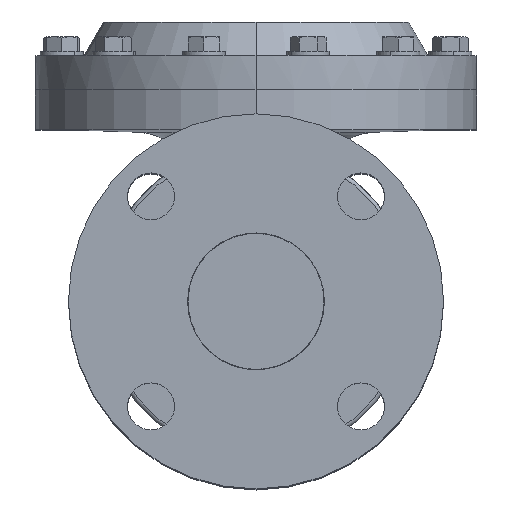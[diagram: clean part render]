
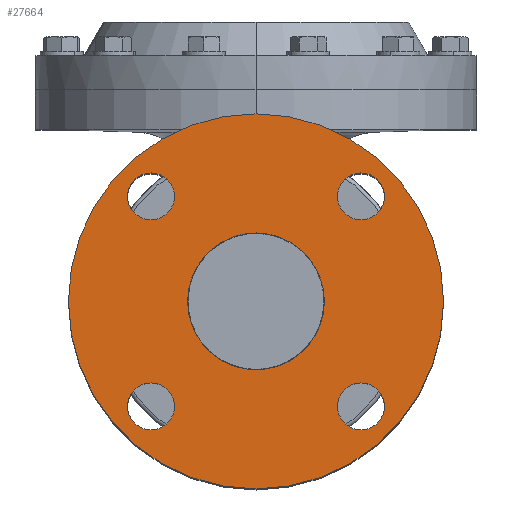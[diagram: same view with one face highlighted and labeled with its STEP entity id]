
A CAD part, top view. The second image highlights one B-rep face of the part: STEP entity #27664.
In plain terms, the highlighted planar face has unit normal (0, 0, 1).
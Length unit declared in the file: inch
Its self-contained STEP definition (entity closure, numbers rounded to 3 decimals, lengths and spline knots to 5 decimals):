
#60 = VERTEX_POINT ( 'NONE', #30124 ) ;
#236 = DIRECTION ( 'NONE',  ( 0., 0., -1. ) ) ;
#353 = DIRECTION ( 'NONE',  ( 0., 0., -1. ) ) ;
#732 = CARTESIAN_POINT ( 'NONE',  ( 1.67938, 1.67938, 5. ) ) ;
#1086 = DIRECTION ( 'NONE',  ( 0., 0., -1. ) ) ;
#1573 = ORIENTED_EDGE ( 'NONE', *, *, #25103, .F. ) ;
#1802 = DIRECTION ( 'NONE',  ( 1., 0., 0. ) ) ;
#1970 = ORIENTED_EDGE ( 'NONE', *, *, #6682, .T. ) ;
#2574 = VERTEX_POINT ( 'NONE', #13455 ) ;
#3123 = DIRECTION ( 'NONE',  ( 0., 1., 0. ) ) ;
#3138 = CARTESIAN_POINT ( 'NONE',  ( 2.05438, -1.67938, 5. ) ) ;
#3897 = DIRECTION ( 'NONE',  ( 0., 0., -1. ) ) ;
#4756 = VERTEX_POINT ( 'NONE', #19427 ) ;
#5112 = FACE_OUTER_BOUND ( 'NONE', #28542, .T. ) ;
#5407 = ORIENTED_EDGE ( 'NONE', *, *, #18470, .T. ) ;
#5468 = CARTESIAN_POINT ( 'NONE',  ( 0., 0., 5. ) ) ;
#5689 = ORIENTED_EDGE ( 'NONE', *, *, #9416, .T. ) ;
#6682 = EDGE_CURVE ( 'NONE', #10289, #2574, #13317, .T. ) ;
#6750 = AXIS2_PLACEMENT_3D ( 'NONE', #14530, #353, #16874 ) ;
#6844 = EDGE_LOOP ( 'NONE', ( #5407, #10216 ) ) ;
#7221 = AXIS2_PLACEMENT_3D ( 'NONE', #24834, #10595, #27218 ) ;
#7699 = CARTESIAN_POINT ( 'NONE',  ( 3., 0., 5. ) ) ;
#7843 = DIRECTION ( 'NONE',  ( 1., 0., 0. ) ) ;
#7937 = CARTESIAN_POINT ( 'NONE',  ( -1.67938, -1.67938, 5. ) ) ;
#8018 = DIRECTION ( 'NONE',  ( 0., 0., -1. ) ) ;
#8350 = AXIS2_PLACEMENT_3D ( 'NONE', #5468, #22057, #7843 ) ;
#9011 = CIRCLE ( 'NONE', #26554, 0.375 ) ;
#9416 = EDGE_CURVE ( 'NONE', #10965, #60, #9011, .T. ) ;
#9451 = DIRECTION ( 'NONE',  ( 0., 0., 1. ) ) ;
#9656 = CIRCLE ( 'NONE', #26852, 0.375 ) ;
#10216 = ORIENTED_EDGE ( 'NONE', *, *, #28692, .T. ) ;
#10289 = VERTEX_POINT ( 'NONE', #7699 ) ;
#10312 = DIRECTION ( 'NONE',  ( 0., -1., 0. ) ) ;
#10595 = DIRECTION ( 'NONE',  ( 0., 0., 1. ) ) ;
#10965 = VERTEX_POINT ( 'NONE', #24384 ) ;
#11329 = CARTESIAN_POINT ( 'NONE',  ( -1.094, 0., 5. ) ) ;
#11389 = CIRCLE ( 'NONE', #28860, 0.375 ) ;
#11427 = FACE_BOUND ( 'NONE', #19222, .T. ) ;
#11616 = CARTESIAN_POINT ( 'NONE',  ( 1.30438, -1.67938, 5. ) ) ;
#11628 = VERTEX_POINT ( 'NONE', #12469 ) ;
#12152 = FACE_BOUND ( 'NONE', #19840, .T. ) ;
#12469 = CARTESIAN_POINT ( 'NONE',  ( -1.30438, -1.67938, 5. ) ) ;
#12880 = DIRECTION ( 'NONE',  ( 0., 0., 1. ) ) ;
#13101 = ORIENTED_EDGE ( 'NONE', *, *, #25851, .T. ) ;
#13317 = CIRCLE ( 'NONE', #17336, 3. ) ;
#13332 = DIRECTION ( 'NONE',  ( 0., 0., -1. ) ) ;
#13455 = CARTESIAN_POINT ( 'NONE',  ( -3., 0., 5. ) ) ;
#13460 = CIRCLE ( 'NONE', #17038, 0.375 ) ;
#14090 = CIRCLE ( 'NONE', #6750, 0.375 ) ;
#14390 = CARTESIAN_POINT ( 'NONE',  ( -1.67938, 1.67938, 5. ) ) ;
#14480 = EDGE_CURVE ( 'NONE', #17561, #23764, #14090, .T. ) ;
#14530 = CARTESIAN_POINT ( 'NONE',  ( 1.67938, -1.67938, 5. ) ) ;
#14582 = AXIS2_PLACEMENT_3D ( 'NONE', #30214, #15965, #1802 ) ;
#14902 = AXIS2_PLACEMENT_3D ( 'NONE', #22224, #8018, #24644 ) ;
#15271 = CARTESIAN_POINT ( 'NONE',  ( 1.67938, -1.67938, 5. ) ) ;
#15965 = DIRECTION ( 'NONE',  ( 0., 0., 1. ) ) ;
#16227 = ORIENTED_EDGE ( 'NONE', *, *, #20837, .T. ) ;
#16478 = CARTESIAN_POINT ( 'NONE',  ( 0., 3., 5. ) ) ;
#16762 = DIRECTION ( 'NONE',  ( -1., 0., 0. ) ) ;
#16874 = DIRECTION ( 'NONE',  ( 1., 0., 0. ) ) ;
#17038 = AXIS2_PLACEMENT_3D ( 'NONE', #18049, #3897, #20446 ) ;
#17269 = DIRECTION ( 'NONE',  ( 0., 0., -1. ) ) ;
#17336 = AXIS2_PLACEMENT_3D ( 'NONE', #27104, #12880, #29504 ) ;
#17561 = VERTEX_POINT ( 'NONE', #11616 ) ;
#17634 = DIRECTION ( 'NONE',  ( 1., 0., 0. ) ) ;
#17720 = FACE_BOUND ( 'NONE', #20897, .T. ) ;
#18049 = CARTESIAN_POINT ( 'NONE',  ( -1.67938, 1.67938, 5. ) ) ;
#18470 = EDGE_CURVE ( 'NONE', #28247, #11628, #18614, .T. ) ;
#18614 = CIRCLE ( 'NONE', #21422, 0.375 ) ;
#18874 = PLANE ( 'NONE',  #20510 ) ;
#19069 = ORIENTED_EDGE ( 'NONE', *, *, #25564, .F. ) ;
#19222 = EDGE_LOOP ( 'NONE', ( #19069, #1573 ) ) ;
#19275 = EDGE_CURVE ( 'NONE', #60, #10965, #13460, .T. ) ;
#19316 = CIRCLE ( 'NONE', #8350, 3. ) ;
#19414 = ORIENTED_EDGE ( 'NONE', *, *, #19275, .T. ) ;
#19427 = CARTESIAN_POINT ( 'NONE',  ( 2.05438, 1.67938, 5. ) ) ;
#19840 = EDGE_LOOP ( 'NONE', ( #23695, #13101 ) ) ;
#19871 = AXIS2_PLACEMENT_3D ( 'NONE', #15271, #1086, #17634 ) ;
#20446 = DIRECTION ( 'NONE',  ( -1., 0., 0. ) ) ;
#20510 = AXIS2_PLACEMENT_3D ( 'NONE', #16478, #9451, #26055 ) ;
#20688 = CARTESIAN_POINT ( 'NONE',  ( -2.05438, -1.67938, 5. ) ) ;
#20837 = EDGE_CURVE ( 'NONE', #2574, #10289, #19316, .T. ) ;
#20897 = EDGE_LOOP ( 'NONE', ( #21514, #21472 ) ) ;
#21422 = AXIS2_PLACEMENT_3D ( 'NONE', #27551, #13332, #29942 ) ;
#21472 = ORIENTED_EDGE ( 'NONE', *, *, #22043, .T. ) ;
#21514 = ORIENTED_EDGE ( 'NONE', *, *, #14480, .T. ) ;
#21581 = VERTEX_POINT ( 'NONE', #21748 ) ;
#21649 = EDGE_CURVE ( 'NONE', #24397, #4756, #9656, .T. ) ;
#21748 = CARTESIAN_POINT ( 'NONE',  ( 1.094, 0., 5. ) ) ;
#22043 = EDGE_CURVE ( 'NONE', #23764, #17561, #23387, .T. ) ;
#22057 = DIRECTION ( 'NONE',  ( 0., 0., 1. ) ) ;
#22224 = CARTESIAN_POINT ( 'NONE',  ( 1.67938, 1.67938, 5. ) ) ;
#23387 = CIRCLE ( 'NONE', #19871, 0.375 ) ;
#23695 = ORIENTED_EDGE ( 'NONE', *, *, #21649, .T. ) ;
#23764 = VERTEX_POINT ( 'NONE', #3138 ) ;
#24042 = FACE_BOUND ( 'NONE', #24968, .T. ) ;
#24384 = CARTESIAN_POINT ( 'NONE',  ( -1.30438, 1.67938, 5. ) ) ;
#24397 = VERTEX_POINT ( 'NONE', #24876 ) ;
#24553 = DIRECTION ( 'NONE',  ( 0., 0., -1. ) ) ;
#24644 = DIRECTION ( 'NONE',  ( 0., 1., 0. ) ) ;
#24834 = CARTESIAN_POINT ( 'NONE',  ( 0., 0., 5. ) ) ;
#24876 = CARTESIAN_POINT ( 'NONE',  ( 1.30438, 1.67938, 5. ) ) ;
#24968 = EDGE_LOOP ( 'NONE', ( #19414, #5689 ) ) ;
#25103 = EDGE_CURVE ( 'NONE', #21581, #30738, #27481, .T. ) ;
#25564 = EDGE_CURVE ( 'NONE', #30738, #21581, #27088, .T. ) ;
#25851 = EDGE_CURVE ( 'NONE', #4756, #24397, #28936, .T. ) ;
#26055 = DIRECTION ( 'NONE',  ( 1., 0., 0. ) ) ;
#26554 = AXIS2_PLACEMENT_3D ( 'NONE', #14390, #236, #16762 ) ;
#26852 = AXIS2_PLACEMENT_3D ( 'NONE', #732, #17269, #3123 ) ;
#27088 = CIRCLE ( 'NONE', #14582, 1.094 ) ;
#27104 = CARTESIAN_POINT ( 'NONE',  ( 0., 0., 5. ) ) ;
#27218 = DIRECTION ( 'NONE',  ( 1., 0., 0. ) ) ;
#27481 = CIRCLE ( 'NONE', #7221, 1.094 ) ;
#27551 = CARTESIAN_POINT ( 'NONE',  ( -1.67938, -1.67938, 5. ) ) ;
#27664 = ADVANCED_FACE ( 'NONE', ( #12152, #17720, #30386, #24042, #11427, #5112 ), #18874, .T. ) ;
#28247 = VERTEX_POINT ( 'NONE', #20688 ) ;
#28542 = EDGE_LOOP ( 'NONE', ( #1970, #16227 ) ) ;
#28692 = EDGE_CURVE ( 'NONE', #11628, #28247, #11389, .T. ) ;
#28860 = AXIS2_PLACEMENT_3D ( 'NONE', #7937, #24553, #10312 ) ;
#28936 = CIRCLE ( 'NONE', #14902, 0.375 ) ;
#29504 = DIRECTION ( 'NONE',  ( 1., 0., 0. ) ) ;
#29942 = DIRECTION ( 'NONE',  ( 0., -1., 0. ) ) ;
#30124 = CARTESIAN_POINT ( 'NONE',  ( -2.05438, 1.67938, 5. ) ) ;
#30214 = CARTESIAN_POINT ( 'NONE',  ( 0., 0., 5. ) ) ;
#30386 = FACE_BOUND ( 'NONE', #6844, .T. ) ;
#30738 = VERTEX_POINT ( 'NONE', #11329 ) ;
